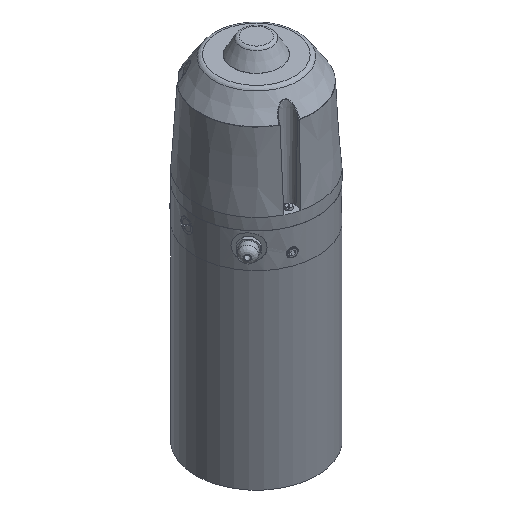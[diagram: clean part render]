
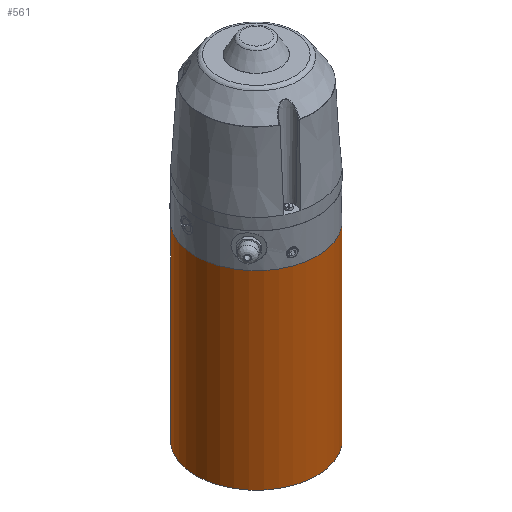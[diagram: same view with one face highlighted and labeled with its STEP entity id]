
A CAD part, isometric view. The second image highlights one B-rep face of the part: STEP entity #561.
In plain terms, the highlighted cylindrical face has radius 52 mm (diameter 104 mm), a full revolution.
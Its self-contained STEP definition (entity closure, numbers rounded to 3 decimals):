
#534=CARTESIAN_POINT('',(0.0,0.0,0.0));
#535=DIRECTION('',(0.0,0.0,1.0));
#536=DIRECTION('',(-1.0,0.0,0.0));
#537=AXIS2_PLACEMENT_3D('',#534,#535,#536);
#538=CYLINDRICAL_SURFACE('',#537,52.0);
#539=CARTESIAN_POINT('',(52.0,0.,163.0));
#540=VERTEX_POINT('',#539);
#541=CARTESIAN_POINT('',(0.0,0.0,163.0));
#542=DIRECTION('',(0.0,0.0,-1.0));
#543=DIRECTION('',(-1.0,0.0,0.0));
#544=AXIS2_PLACEMENT_3D('',#541,#542,#543);
#545=CIRCLE('',#544,52.0);
#546=EDGE_CURVE('',#540,#540,#545,.T.);
#547=ORIENTED_EDGE('',*,*,#546,.T.);
#548=EDGE_LOOP('',(#547));
#549=FACE_OUTER_BOUND('',#548,.T.);
#550=CARTESIAN_POINT('',(52.0,0.,0.0));
#551=VERTEX_POINT('',#550);
#552=CARTESIAN_POINT('',(0.0,0.0,0.0));
#553=DIRECTION('',(0.0,0.0,-1.0));
#554=DIRECTION('',(-1.0,0.0,0.0));
#555=AXIS2_PLACEMENT_3D('',#552,#553,#554);
#556=CIRCLE('',#555,52.0);
#557=EDGE_CURVE('',#551,#551,#556,.T.);
#558=ORIENTED_EDGE('',*,*,#557,.F.);
#559=EDGE_LOOP('',(#558));
#560=FACE_BOUND('',#559,.T.);
#561=ADVANCED_FACE('',(#549,#560),#538,.T.);
